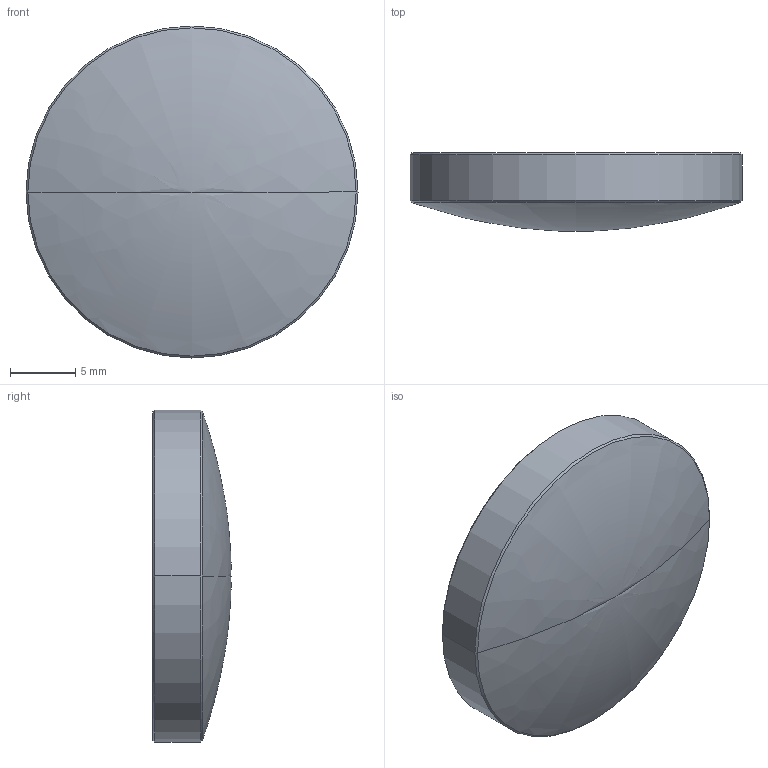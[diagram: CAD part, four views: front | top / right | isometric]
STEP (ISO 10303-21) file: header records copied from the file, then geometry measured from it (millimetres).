
FILE_DESCRIPTION (( 'STEP AP214' ), '1' );
FILE_NAME ('21487-E0W.STEP', '2010-11-17T19:00:13', ( 'Admin' ), ( 'Thorlabs, Inc.' ), 'SwSTEP 2.0', 'SolidWorks 2009', '' );
FILE_SCHEMA (( 'AUTOMOTIVE_DESIGN' ));
Length unit declared in the file: inch
Products named in the file (1): 21487-E0W
Bounding box: 25.4 x 6 x 25.4 mm (x, y, z)
Volume: 2465.2 mm3; surface area: 1318.2 mm2
Topology: 1 solids, 1 shells, 9 faces, 18 edges, 9 vertices
Faces by surface type: cone 4, bspline 2, cylinder 2, plane 1
Entity records: 649 total; most frequent: CARTESIAN_POINT 321, DIRECTION 38, ORIENTED_EDGE 32, EDGE_CURVE 16, AXIS2_PLACEMENT_3D 16, LENGTH_MEASURE_WITH_UNIT 12, DIMENSIONAL_EXPONENTS 12, UNCERTAINTY_MEASURE_WITH_UNIT 12
